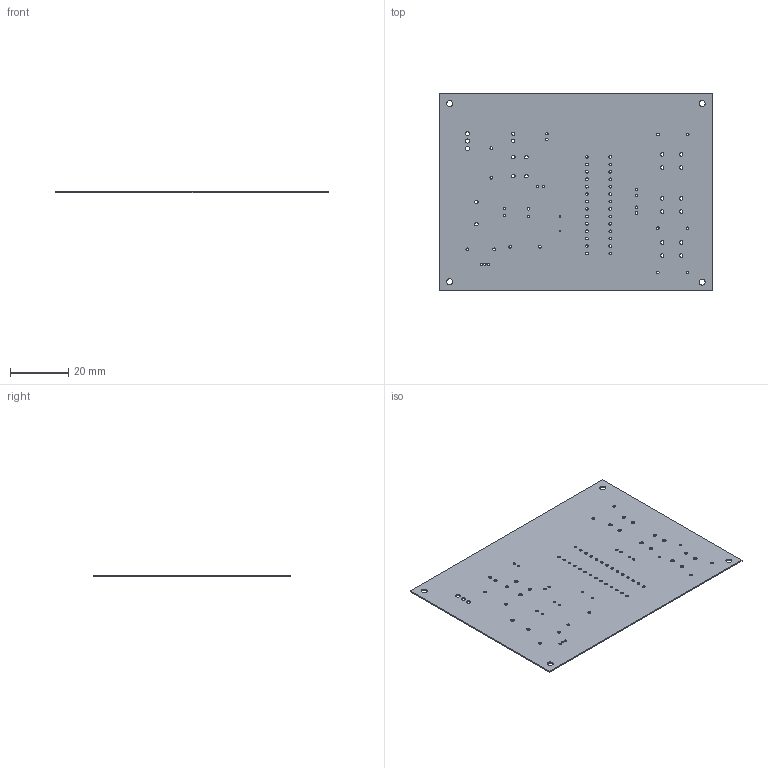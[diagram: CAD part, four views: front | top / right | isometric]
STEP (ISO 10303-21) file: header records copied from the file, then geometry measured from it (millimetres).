
FILE_DESCRIPTION(('Open CASCADE Model'),'2;1');
FILE_NAME('Open CASCADE Shape Model','2021-06-01T23:32:57',('Author'),( 'Open CASCADE'),'Open CASCADE STEP processor 6.8','Open CASCADE 6.8' ,'Unknown');
FILE_SCHEMA(('AUTOMOTIVE_DESIGN_CC2 { 1 2 10303 214 -1 1 5 4 }'));
Length unit declared in the file: millimetre
Products named in the file (3): PCB; Board; Open CASCADE STEP translator 6.8 1.1.1
Assembly tree (2 placements, depth 3):
  PCB
    Board
      Open CASCADE STEP translator 6.8 1.1.1
Bounding box: 93.18 x 67.42 x 0.41 mm (x, y, z)
Volume: 2554.9 mm3; surface area: 12660.8 mm2
Topology: 1 solids, 1 shells, 90 faces, 264 edges, 176 vertices
Faces by surface type: cylinder 84, plane 6
Full cylindrical faces by diameter (mm): 0.635 x2, 0.8 x15, 0.899 x10, 0.9 x28, 1 x2, 1.1 x2, 1.2 x18, 1.4 x3, 2.032 x4
Entity records: 6921 total; most frequent: DIRECTION 1146, CARTESIAN_POINT 1061, ORIENTED_EDGE 528, PCURVE 528, DEFINITIONAL_REPRESENTATION 528, LINE 456, VECTOR 456, CIRCLE 336
